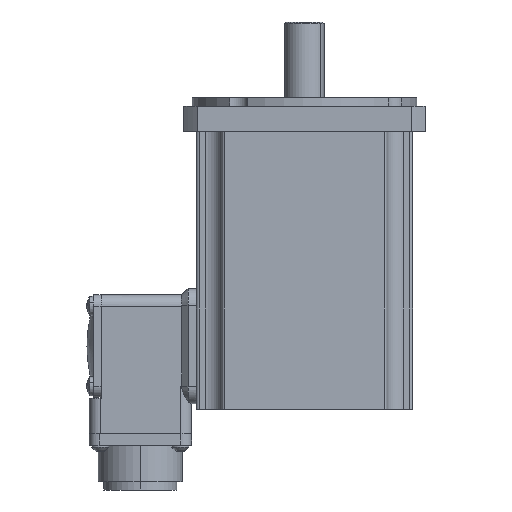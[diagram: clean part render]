
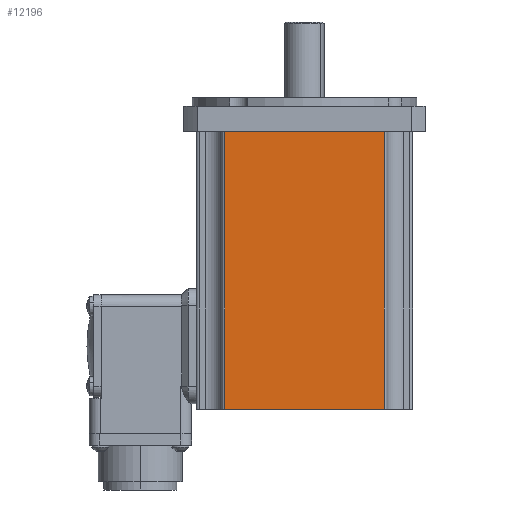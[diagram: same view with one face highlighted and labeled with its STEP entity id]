
A CAD part, left-side view. The second image highlights one B-rep face of the part: STEP entity #12196.
In plain terms, the highlighted planar face has unit normal (-1, 0, 0).
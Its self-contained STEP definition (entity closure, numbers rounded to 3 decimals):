
#224 = VERTEX_POINT ( 'NONE', #6679 ) ;
#226 = EDGE_CURVE ( 'NONE', #227, #224, #6678, .T. ) ;
#227 = VERTEX_POINT ( 'NONE', #6674 ) ;
#4687 = VECTOR ( 'NONE', #4749, 1000. ) ;
#4688 = CARTESIAN_POINT ( 'NONE',  ( -38.5, -28.355, -101. ) ) ;
#4689 = LINE ( 'NONE', #4688, #4687 ) ;
#4690 = CARTESIAN_POINT ( 'NONE',  ( -38.5, 28.355, -1. ) ) ;
#4691 = DIRECTION ( 'NONE',  ( 0., 0., -1. ) ) ;
#4692 = VECTOR ( 'NONE', #4691, 1000. ) ;
#4693 = CARTESIAN_POINT ( 'NONE',  ( -38.5, 28.355, -101. ) ) ;
#4694 = LINE ( 'NONE', #4693, #4692 ) ;
#4695 = DIRECTION ( 'NONE',  ( 0., -1., 0. ) ) ;
#4696 = DIRECTION ( 'NONE',  ( -1., 0., 0. ) ) ;
#4697 = CARTESIAN_POINT ( 'NONE',  ( -38.5, 29.355, -101. ) ) ;
#4698 = AXIS2_PLACEMENT_3D ( 'NONE', #4697, #4696, #4695 ) ;
#4699 = PLANE ( 'NONE',  #4698 ) ;
#4705 = FACE_OUTER_BOUND ( 'NONE', #12197, .T. ) ;
#4744 = DIRECTION ( 'NONE',  ( 0., 1., 0. ) ) ;
#4745 = VECTOR ( 'NONE', #4744, 1000. ) ;
#4746 = CARTESIAN_POINT ( 'NONE',  ( -38.5, 29.355, -1. ) ) ;
#4747 = LINE ( 'NONE', #4746, #4745 ) ;
#4748 = CARTESIAN_POINT ( 'NONE',  ( -38.5, -28.355, -1. ) ) ;
#4749 = DIRECTION ( 'NONE',  ( 0., 0., 1. ) ) ;
#6674 = CARTESIAN_POINT ( 'NONE',  ( -38.5, 28.355, -100. ) ) ;
#6675 = DIRECTION ( 'NONE',  ( 0., -1., 0. ) ) ;
#6676 = VECTOR ( 'NONE', #6675, 1000. ) ;
#6677 = CARTESIAN_POINT ( 'NONE',  ( -38.5, 29.355, -100. ) ) ;
#6678 = LINE ( 'NONE', #6677, #6676 ) ;
#6679 = CARTESIAN_POINT ( 'NONE',  ( -38.5, -28.355, -100. ) ) ;
#12196 = ADVANCED_FACE ( 'NONE', ( #4705 ), #4699, .T. ) ;
#12197 = EDGE_LOOP ( 'NONE', ( #12198, #12201, #12202, #12205 ) ) ;
#12198 = ORIENTED_EDGE ( 'NONE', *, *, #12199, .T. ) ;
#12199 = EDGE_CURVE ( 'NONE', #12200, #227, #4694, .T. ) ;
#12200 = VERTEX_POINT ( 'NONE', #4690 ) ;
#12201 = ORIENTED_EDGE ( 'NONE', *, *, #226, .T. ) ;
#12202 = ORIENTED_EDGE ( 'NONE', *, *, #12203, .T. ) ;
#12203 = EDGE_CURVE ( 'NONE', #224, #12204, #4689, .T. ) ;
#12204 = VERTEX_POINT ( 'NONE', #4748 ) ;
#12205 = ORIENTED_EDGE ( 'NONE', *, *, #12206, .T. ) ;
#12206 = EDGE_CURVE ( 'NONE', #12204, #12200, #4747, .T. ) ;
